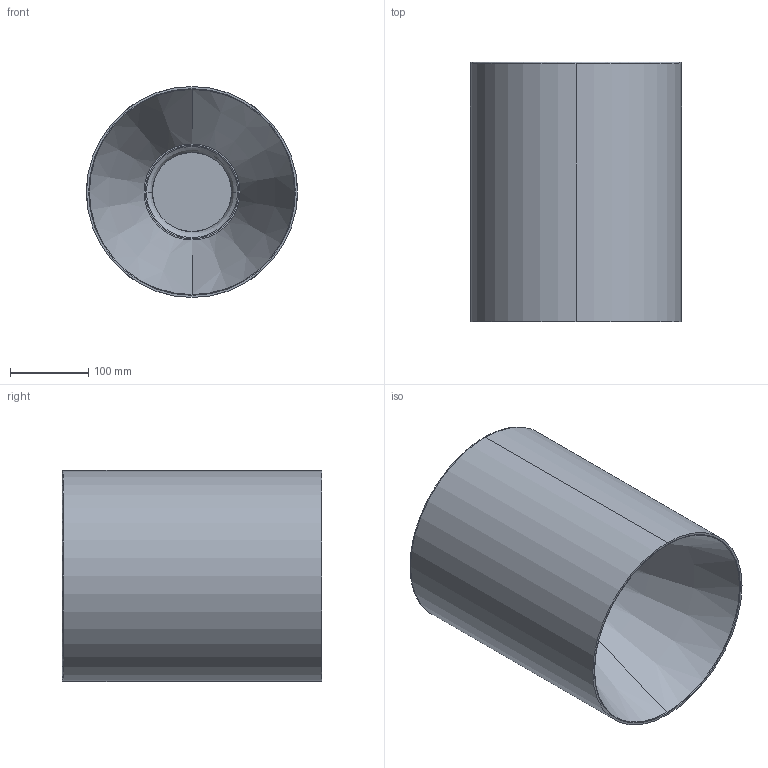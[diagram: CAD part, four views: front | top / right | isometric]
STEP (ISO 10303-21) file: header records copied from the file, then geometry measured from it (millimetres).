
FILE_DESCRIPTION (( 'STEP AP214' ), '1' );
FILE_NAME ('TAGORA 270-CEILING.STEP', '2016-12-16T14:54:14', ( '' ), ( '' ), 'SwSTEP 2.0', 'SolidWorks 2012', '' );
FILE_SCHEMA (( 'AUTOMOTIVE_DESIGN' ));
Length unit declared in the file: inch
Products named in the file (1): TAGORA 270-CEILING
Bounding box: 270 x 331.89 x 270 mm (x, y, z)
Volume: 13611798.6 mm3; surface area: 467921 mm2
Topology: 1 solids, 1 shells, 18 faces, 42 edges, 28 vertices
Faces by surface type: bspline 6, cone 6, plane 4, cylinder 2
Entity records: 756 total; most frequent: CARTESIAN_POINT 307, DIRECTION 90, ORIENTED_EDGE 84, EDGE_CURVE 42, AXIS2_PLACEMENT_3D 41, VERTEX_POINT 28, CIRCLE 28, EDGE_LOOP 20
